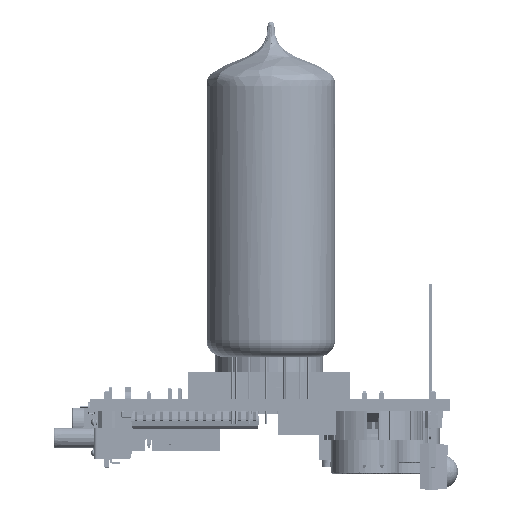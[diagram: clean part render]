
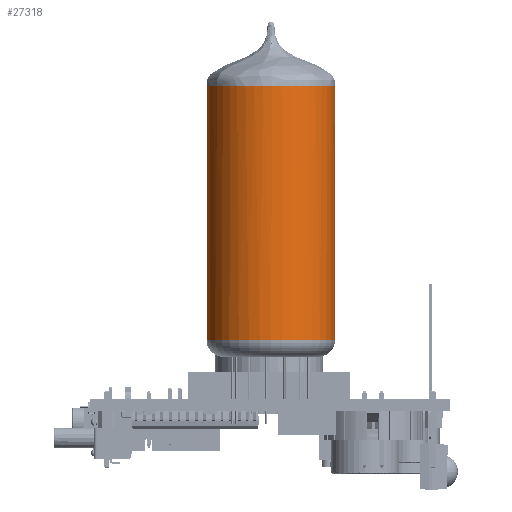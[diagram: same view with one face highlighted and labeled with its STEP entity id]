
A CAD part, left-side view. The second image highlights one B-rep face of the part: STEP entity #27318.
In plain terms, the highlighted cylindrical face has radius 9.5 mm (diameter 19 mm), a partial arc.
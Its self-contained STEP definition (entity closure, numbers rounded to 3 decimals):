
#26503 = EDGE_CURVE('',#26504,#26506,#26508,.T.);
#26504 = VERTEX_POINT('',#26505);
#26505 = CARTESIAN_POINT('',(0.,40.,-9.5));
#26506 = VERTEX_POINT('',#26507);
#26507 = CARTESIAN_POINT('',(-5.191,40.,-7.957));
#26508 = B_SPLINE_CURVE_WITH_KNOTS('',5,(#26509,#26510,#26511,#26512,
    #26513,#26514),.UNSPECIFIED.,.F.,.F.,(6,6),(0.409,0.5),
  .PIECEWISE_BEZIER_KNOTS.);
#26509 = CARTESIAN_POINT('',(0.,40.,-9.5));
#26510 = CARTESIAN_POINT('',(-1.07,40.,-9.501));
#26511 = CARTESIAN_POINT('',(-2.146,40.,-9.352));
#26512 = CARTESIAN_POINT('',(-3.206,40.,-9.048));
#26513 = CARTESIAN_POINT('',(-4.229,40.,-8.584));
#26514 = CARTESIAN_POINT('',(-5.191,40.,-7.957));
#27257 = VERTEX_POINT('',#27258);
#27258 = CARTESIAN_POINT('',(0.,2.5,-9.5));
#27266 = VERTEX_POINT('',#27267);
#27267 = CARTESIAN_POINT('',(0.,2.5,9.5));
#27290 = VERTEX_POINT('',#27291);
#27291 = CARTESIAN_POINT('',(0.,40.,9.5));
#27300 = EDGE_CURVE('',#27290,#27266,#27301,.T.);
#27301 = LINE('',#27302,#27303);
#27302 = CARTESIAN_POINT('',(0.,40.,9.5));
#27303 = VECTOR('',#27304,1.);
#27304 = DIRECTION('',(0.,-1.,0.));
#27307 = EDGE_CURVE('',#26504,#27257,#27308,.T.);
#27308 = LINE('',#27309,#27310);
#27309 = CARTESIAN_POINT('',(0.,40.,-9.5));
#27310 = VECTOR('',#27311,1.);
#27311 = DIRECTION('',(0.,-1.,0.));
#27318 = ADVANCED_FACE('',(#27319),#27346,.T.);
#27319 = FACE_BOUND('',#27320,.T.);
#27320 = EDGE_LOOP('',(#27321,#27322,#27337,#27338,#27339));
#27321 = ORIENTED_EDGE('',*,*,#27300,.F.);
#27322 = ORIENTED_EDGE('',*,*,#27323,.F.);
#27323 = EDGE_CURVE('',#26506,#27290,#27324,.T.);
#27324 = B_SPLINE_CURVE_WITH_KNOTS('',5,(#27325,#27326,#27327,#27328,
    #27329,#27330,#27331,#27332,#27333,#27334,#27335,#27336),
  .UNSPECIFIED.,.F.,.F.,(6,3,3,6),(0.5,0.75,0.781,0.909),
  .UNSPECIFIED.);
#27325 = CARTESIAN_POINT('',(-5.191,40.,-7.957));
#27326 = CARTESIAN_POINT('',(-7.826,40.,-6.238));
#27327 = CARTESIAN_POINT('',(-9.515,40.,-3.611));
#27328 = CARTESIAN_POINT('',(-10.163,40.,-0.529));
#27329 = CARTESIAN_POINT('',(-9.614,40.,2.942));
#27330 = CARTESIAN_POINT('',(-7.508,40.,5.842));
#27331 = CARTESIAN_POINT('',(-7.27,40.,6.134));
#27332 = CARTESIAN_POINT('',(-5.976,40.,7.579));
#27333 = CARTESIAN_POINT('',(-4.385,40.,8.628));
#27334 = CARTESIAN_POINT('',(-2.975,40.,9.203));
#27335 = CARTESIAN_POINT('',(-1.494,40.,9.498));
#27336 = CARTESIAN_POINT('',(0.,40.,9.5));
#27337 = ORIENTED_EDGE('',*,*,#26503,.F.);
#27338 = ORIENTED_EDGE('',*,*,#27307,.T.);
#27339 = ORIENTED_EDGE('',*,*,#27340,.T.);
#27340 = EDGE_CURVE('',#27257,#27266,#27341,.T.);
#27341 = CIRCLE('',#27342,9.5);
#27342 = AXIS2_PLACEMENT_3D('',#27343,#27344,#27345);
#27343 = CARTESIAN_POINT('',(0.,2.5,0.));
#27344 = DIRECTION('',(0.,1.,0.));
#27345 = DIRECTION('',(0.,0.,1.));
#27346 = CYLINDRICAL_SURFACE('',#27347,9.5);
#27347 = AXIS2_PLACEMENT_3D('',#27348,#27349,#27350);
#27348 = CARTESIAN_POINT('',(0.,40.,0.));
#27349 = DIRECTION('',(0.,-1.,0.));
#27350 = DIRECTION('',(0.,0.,-1.));
